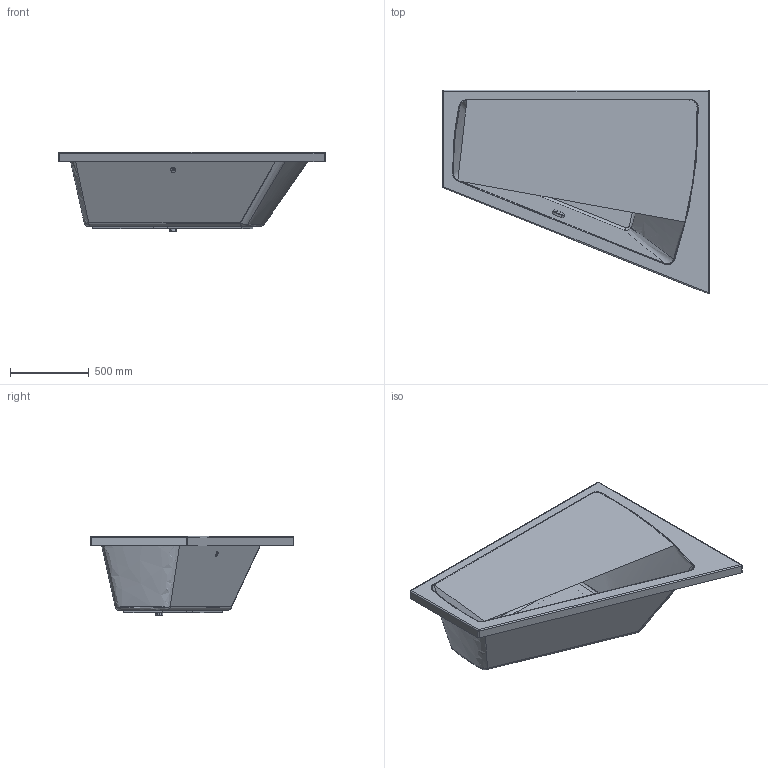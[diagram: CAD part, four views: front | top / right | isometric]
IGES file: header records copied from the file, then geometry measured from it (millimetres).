
Global section: file name: No Iges File Name specified; native system: Autodesk Inventor 2009; preprocessor: AutoDesk Inventor Iges Exporter R2009; author: Andreas; date: 20100722.223757; units: millimetre
Bounding box: 1700.01 x 1296.62 x 503 mm (x, y, z)
Volume: 23149626 mm3; surface area: 6611140.4 mm2
Topology: 4 solids, 4 shells, 147 faces, 367 edges, 221 vertices
Faces by surface type: bspline 100, cylinder 16, plane 15, torus 8, revolution 6, cone 2
